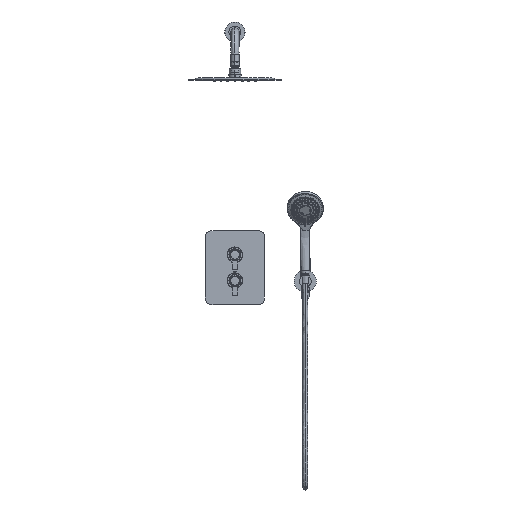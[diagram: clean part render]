
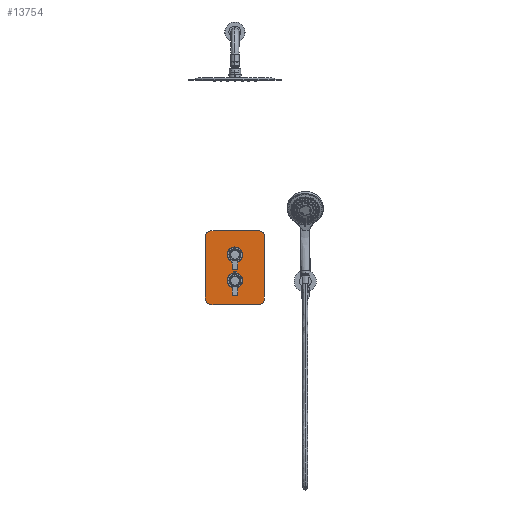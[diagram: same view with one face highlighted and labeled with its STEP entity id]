
A CAD part, top view. The second image highlights one B-rep face of the part: STEP entity #13754.
In plain terms, the highlighted planar face has unit normal (0, 0, 1).
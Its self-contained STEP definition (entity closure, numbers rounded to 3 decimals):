
#513 = CARTESIAN_POINT ( 'NONE',  ( 65., -50., -7.3 ) ) ;
#1357 = AXIS2_PLACEMENT_3D ( 'NONE', #11207, #38077, #34556 ) ;
#1932 = CARTESIAN_POINT ( 'NONE',  ( -65., 135., -7.3 ) ) ;
#2039 = CARTESIAN_POINT ( 'NONE',  ( 0., 70., -7.3 ) ) ;
#2829 = DIRECTION ( 'NONE',  ( 0., 0., -1. ) ) ;
#2980 = VERTEX_POINT ( 'NONE', #3144 ) ;
#2983 = DIRECTION ( 'NONE',  ( -1., 0., 0. ) ) ;
#3144 = CARTESIAN_POINT ( 'NONE',  ( 21.25, 70., -7.3 ) ) ;
#5024 = ORIENTED_EDGE ( 'NONE', *, *, #10932, .F. ) ;
#5701 = ORIENTED_EDGE ( 'NONE', *, *, #12254, .F. ) ;
#5849 = CARTESIAN_POINT ( 'NONE',  ( 80., 120., -7.3 ) ) ;
#6587 = DIRECTION ( 'NONE',  ( 1., 0., 0. ) ) ;
#6831 = AXIS2_PLACEMENT_3D ( 'NONE', #33774, #14615, #49502 ) ;
#6957 = EDGE_CURVE ( 'NONE', #18703, #40822, #48175, .T. ) ;
#7301 = ORIENTED_EDGE ( 'NONE', *, *, #37508, .F. ) ;
#7718 = CARTESIAN_POINT ( 'NONE',  ( 80., -65., -7.3 ) ) ;
#9524 = DIRECTION ( 'NONE',  ( -1., 0., 0. ) ) ;
#9838 = DIRECTION ( 'NONE',  ( 0., 0., -1. ) ) ;
#10230 = VERTEX_POINT ( 'NONE', #39978 ) ;
#10549 = LINE ( 'NONE', #31401, #12936 ) ;
#10645 = CARTESIAN_POINT ( 'NONE',  ( -65., -50., -7.3 ) ) ;
#10932 = EDGE_CURVE ( 'NONE', #15999, #10230, #22550, .T. ) ;
#11207 = CARTESIAN_POINT ( 'NONE',  ( 0., 0., -7.3 ) ) ;
#11495 = EDGE_CURVE ( 'NONE', #46903, #39676, #26723, .T. ) ;
#11802 = ORIENTED_EDGE ( 'NONE', *, *, #12553, .T. ) ;
#11836 = CARTESIAN_POINT ( 'NONE',  ( 21.25, 0., -7.3 ) ) ;
#12254 = EDGE_CURVE ( 'NONE', #14630, #15999, #20690, .T. ) ;
#12385 = EDGE_CURVE ( 'NONE', #10230, #46903, #14614, .T. ) ;
#12553 = EDGE_CURVE ( 'NONE', #20440, #2980, #17679, .T. ) ;
#12936 = VECTOR ( 'NONE', #35236, 1000. ) ;
#13275 = CIRCLE ( 'NONE', #1357, 21.25 ) ;
#13390 = VECTOR ( 'NONE', #28935, 1000. ) ;
#13754 = ADVANCED_FACE ( 'NONE', ( #19423, #41085, #48965 ), #32886, .F. ) ;
#14614 = LINE ( 'NONE', #28773, #13390 ) ;
#14615 = DIRECTION ( 'NONE',  ( 0., 0., -1. ) ) ;
#14630 = VERTEX_POINT ( 'NONE', #44398 ) ;
#14909 = AXIS2_PLACEMENT_3D ( 'NONE', #39931, #28160, #43453 ) ;
#15218 = VERTEX_POINT ( 'NONE', #18774 ) ;
#15738 = DIRECTION ( 'NONE',  ( 0., 0., -1. ) ) ;
#15999 = VERTEX_POINT ( 'NONE', #25335 ) ;
#16249 = DIRECTION ( 'NONE',  ( -1., 0., 0. ) ) ;
#16298 = EDGE_LOOP ( 'NONE', ( #11802, #46046 ) ) ;
#16964 = DIRECTION ( 'NONE',  ( 0., 0., -1. ) ) ;
#17530 = CARTESIAN_POINT ( 'NONE',  ( -80., 120., -7.3 ) ) ;
#17679 = CIRCLE ( 'NONE', #6831, 21.25 ) ;
#17786 = DIRECTION ( 'NONE',  ( -1., 0., 0. ) ) ;
#18374 = ORIENTED_EDGE ( 'NONE', *, *, #30531, .T. ) ;
#18617 = ORIENTED_EDGE ( 'NONE', *, *, #40062, .F. ) ;
#18703 = VERTEX_POINT ( 'NONE', #33914 ) ;
#18774 = CARTESIAN_POINT ( 'NONE',  ( 80., -50., -7.3 ) ) ;
#19165 = DIRECTION ( 'NONE',  ( -1., 0., 0. ) ) ;
#19423 = FACE_BOUND ( 'NONE', #36589, .T. ) ;
#19708 = AXIS2_PLACEMENT_3D ( 'NONE', #10645, #2829, #37995 ) ;
#20440 = VERTEX_POINT ( 'NONE', #44055 ) ;
#20661 = EDGE_CURVE ( 'NONE', #36172, #34212, #38156, .T. ) ;
#20690 = LINE ( 'NONE', #7718, #34469 ) ;
#21298 = EDGE_CURVE ( 'NONE', #2980, #20440, #26129, .T. ) ;
#22550 = CIRCLE ( 'NONE', #19708, 15. ) ;
#24134 = EDGE_LOOP ( 'NONE', ( #38593, #18617, #37782, #7301, #37294, #26110, #5024, #5701 ) ) ;
#24547 = AXIS2_PLACEMENT_3D ( 'NONE', #48110, #16964, #9524 ) ;
#25335 = CARTESIAN_POINT ( 'NONE',  ( -65., -65., -7.3 ) ) ;
#26091 = CARTESIAN_POINT ( 'NONE',  ( 65., 120., -7.3 ) ) ;
#26110 = ORIENTED_EDGE ( 'NONE', *, *, #12385, .F. ) ;
#26129 = CIRCLE ( 'NONE', #14909, 21.25 ) ;
#26723 = CIRCLE ( 'NONE', #24547, 15. ) ;
#27042 = CARTESIAN_POINT ( 'NONE',  ( 0., 0., -7.3 ) ) ;
#28160 = DIRECTION ( 'NONE',  ( 0., 0., -1. ) ) ;
#28773 = CARTESIAN_POINT ( 'NONE',  ( -80., -65., -7.3 ) ) ;
#28935 = DIRECTION ( 'NONE',  ( 0., 1., 0. ) ) ;
#29185 = AXIS2_PLACEMENT_3D ( 'NONE', #26091, #49529, #2983 ) ;
#29871 = AXIS2_PLACEMENT_3D ( 'NONE', #513, #15738, #16249 ) ;
#30531 = EDGE_CURVE ( 'NONE', #34212, #36172, #13275, .T. ) ;
#31401 = CARTESIAN_POINT ( 'NONE',  ( 80., 135., -7.3 ) ) ;
#32673 = CARTESIAN_POINT ( 'NONE',  ( -80., 135., -7.3 ) ) ;
#32886 = PLANE ( 'NONE',  #34612 ) ;
#33490 = LINE ( 'NONE', #32673, #37156 ) ;
#33774 = CARTESIAN_POINT ( 'NONE',  ( 0., 70., -7.3 ) ) ;
#33914 = CARTESIAN_POINT ( 'NONE',  ( 65., 135., -7.3 ) ) ;
#34212 = VERTEX_POINT ( 'NONE', #11836 ) ;
#34469 = VECTOR ( 'NONE', #34664, 1000. ) ;
#34556 = DIRECTION ( 'NONE',  ( -1., 0., 0. ) ) ;
#34612 = AXIS2_PLACEMENT_3D ( 'NONE', #2039, #9838, #17786 ) ;
#34664 = DIRECTION ( 'NONE',  ( -1., 0., 0. ) ) ;
#34765 = DIRECTION ( 'NONE',  ( 0., 0., -1. ) ) ;
#35236 = DIRECTION ( 'NONE',  ( 0., -1., 0. ) ) ;
#36172 = VERTEX_POINT ( 'NONE', #42103 ) ;
#36589 = EDGE_LOOP ( 'NONE', ( #42333, #18374 ) ) ;
#37156 = VECTOR ( 'NONE', #6587, 1000. ) ;
#37294 = ORIENTED_EDGE ( 'NONE', *, *, #11495, .F. ) ;
#37508 = EDGE_CURVE ( 'NONE', #39676, #18703, #33490, .T. ) ;
#37782 = ORIENTED_EDGE ( 'NONE', *, *, #6957, .F. ) ;
#37995 = DIRECTION ( 'NONE',  ( -1., 0., 0. ) ) ;
#38077 = DIRECTION ( 'NONE',  ( 0., 0., -1. ) ) ;
#38156 = CIRCLE ( 'NONE', #41004, 21.25 ) ;
#38593 = ORIENTED_EDGE ( 'NONE', *, *, #46117, .F. ) ;
#39676 = VERTEX_POINT ( 'NONE', #1932 ) ;
#39931 = CARTESIAN_POINT ( 'NONE',  ( 0., 70., -7.3 ) ) ;
#39978 = CARTESIAN_POINT ( 'NONE',  ( -80., -50., -7.3 ) ) ;
#40062 = EDGE_CURVE ( 'NONE', #40822, #15218, #10549, .T. ) ;
#40822 = VERTEX_POINT ( 'NONE', #5849 ) ;
#41004 = AXIS2_PLACEMENT_3D ( 'NONE', #27042, #34765, #19165 ) ;
#41085 = FACE_BOUND ( 'NONE', #16298, .T. ) ;
#42103 = CARTESIAN_POINT ( 'NONE',  ( -21.25, 0., -7.3 ) ) ;
#42333 = ORIENTED_EDGE ( 'NONE', *, *, #20661, .T. ) ;
#43453 = DIRECTION ( 'NONE',  ( -1., 0., 0. ) ) ;
#44055 = CARTESIAN_POINT ( 'NONE',  ( -21.25, 70., -7.3 ) ) ;
#44398 = CARTESIAN_POINT ( 'NONE',  ( 65., -65., -7.3 ) ) ;
#46046 = ORIENTED_EDGE ( 'NONE', *, *, #21298, .T. ) ;
#46117 = EDGE_CURVE ( 'NONE', #15218, #14630, #46206, .T. ) ;
#46206 = CIRCLE ( 'NONE', #29871, 15. ) ;
#46903 = VERTEX_POINT ( 'NONE', #17530 ) ;
#48110 = CARTESIAN_POINT ( 'NONE',  ( -65., 120., -7.3 ) ) ;
#48175 = CIRCLE ( 'NONE', #29185, 15. ) ;
#48965 = FACE_OUTER_BOUND ( 'NONE', #24134, .T. ) ;
#49502 = DIRECTION ( 'NONE',  ( -1., 0., 0. ) ) ;
#49529 = DIRECTION ( 'NONE',  ( 0., 0., -1. ) ) ;
